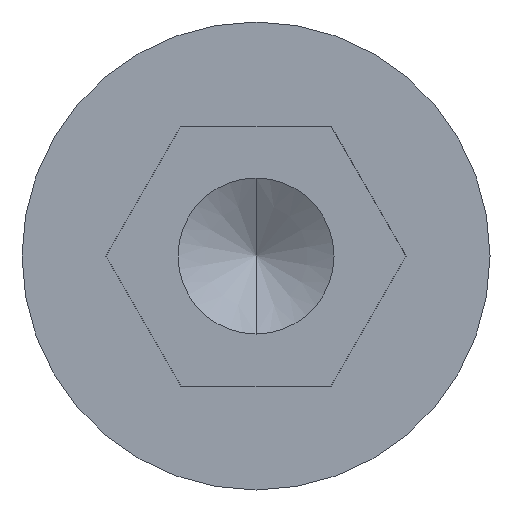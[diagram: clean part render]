
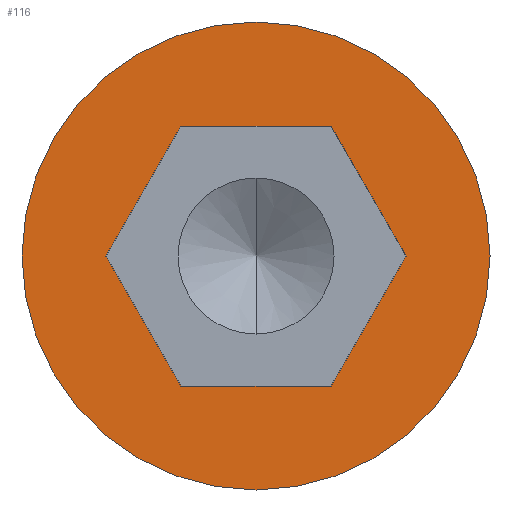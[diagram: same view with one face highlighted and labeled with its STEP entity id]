
A CAD part, left-side view. The second image highlights one B-rep face of the part: STEP entity #116.
In plain terms, the highlighted planar face has unit normal (-1, 0, 0).
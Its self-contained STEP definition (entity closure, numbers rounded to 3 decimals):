
#15 = ORIENTED_EDGE ( 'NONE', *, *, #520, .F. ) ;
#16 = DIRECTION ( 'NONE',  ( 0., 1., 0. ) ) ;
#28 = AXIS2_PLACEMENT_3D ( 'NONE', #105, #151, #482 ) ;
#33 = VERTEX_POINT ( 'NONE', #327 ) ;
#57 = CARTESIAN_POINT ( 'NONE',  ( -7.5, -2.887, -5. ) ) ;
#59 = DIRECTION ( 'NONE',  ( 1., 0., 0. ) ) ;
#63 = LINE ( 'NONE', #305, #439 ) ;
#72 = ORIENTED_EDGE ( 'NONE', *, *, #291, .F. ) ;
#81 = DIRECTION ( 'NONE',  ( 0., -1., 0. ) ) ;
#84 = EDGE_LOOP ( 'NONE', ( #15, #518, #135, #94, #72, #445 ) ) ;
#94 = ORIENTED_EDGE ( 'NONE', *, *, #365, .F. ) ;
#97 = LINE ( 'NONE', #200, #402 ) ;
#105 = CARTESIAN_POINT ( 'NONE',  ( -7.5, 0., 0. ) ) ;
#112 = CARTESIAN_POINT ( 'NONE',  ( -7.5, -5.774, 0. ) ) ;
#116 = ADVANCED_FACE ( 'NONE', ( #238, #582 ), #430, .F. ) ;
#126 = CARTESIAN_POINT ( 'NONE',  ( -7.5, 2.887, 5. ) ) ;
#134 = VECTOR ( 'NONE', #81, 1000. ) ;
#135 = ORIENTED_EDGE ( 'NONE', *, *, #280, .F. ) ;
#148 = CARTESIAN_POINT ( 'NONE',  ( -7.5, 2.887, -5. ) ) ;
#151 = DIRECTION ( 'NONE',  ( 1., 0., 0. ) ) ;
#198 = EDGE_CURVE ( 'NONE', #616, #469, #63, .T. ) ;
#200 = CARTESIAN_POINT ( 'NONE',  ( -7.5, 0., 5. ) ) ;
#219 = LINE ( 'NONE', #312, #134 ) ;
#229 = ORIENTED_EDGE ( 'NONE', *, *, #470, .F. ) ;
#232 = VERTEX_POINT ( 'NONE', #350 ) ;
#233 = EDGE_LOOP ( 'NONE', ( #307, #229 ) ) ;
#238 = FACE_BOUND ( 'NONE', #84, .T. ) ;
#248 = DIRECTION ( 'NONE',  ( 1., 0., 0. ) ) ;
#263 = DIRECTION ( 'NONE',  ( 0., 0.5, -0.866 ) ) ;
#277 = CIRCLE ( 'NONE', #391, 9. ) ;
#280 = EDGE_CURVE ( 'NONE', #372, #616, #219, .T. ) ;
#291 = EDGE_CURVE ( 'NONE', #232, #546, #392, .T. ) ;
#292 = CARTESIAN_POINT ( 'NONE',  ( -7.5, 5.774, 0. ) ) ;
#295 = DIRECTION ( 'NONE',  ( 0., 0., -1. ) ) ;
#298 = AXIS2_PLACEMENT_3D ( 'NONE', #558, #248, #295 ) ;
#305 = CARTESIAN_POINT ( 'NONE',  ( -7.5, -2.887, -5. ) ) ;
#307 = ORIENTED_EDGE ( 'NONE', *, *, #541, .F. ) ;
#309 = CARTESIAN_POINT ( 'NONE',  ( -7.5, 0., -9. ) ) ;
#312 = CARTESIAN_POINT ( 'NONE',  ( -7.5, 0., -5. ) ) ;
#313 = LINE ( 'NONE', #112, #410 ) ;
#321 = VERTEX_POINT ( 'NONE', #309 ) ;
#327 = CARTESIAN_POINT ( 'NONE',  ( -7.5, -2.887, 5. ) ) ;
#333 = DIRECTION ( 'NONE',  ( 0., -0.5, -0.866 ) ) ;
#335 = CARTESIAN_POINT ( 'NONE',  ( -7.5, -5.774, 0. ) ) ;
#350 = CARTESIAN_POINT ( 'NONE',  ( -7.5, 2.887, 5. ) ) ;
#365 = EDGE_CURVE ( 'NONE', #546, #372, #503, .T. ) ;
#372 = VERTEX_POINT ( 'NONE', #148 ) ;
#384 = DIRECTION ( 'NONE',  ( 0., -0.5, 0.866 ) ) ;
#385 = CARTESIAN_POINT ( 'NONE',  ( -7.5, 5.774, 0. ) ) ;
#386 = DIRECTION ( 'NONE',  ( 0., 0.5, 0.866 ) ) ;
#391 = AXIS2_PLACEMENT_3D ( 'NONE', #585, #59, #576 ) ;
#392 = LINE ( 'NONE', #126, #511 ) ;
#402 = VECTOR ( 'NONE', #16, 1000. ) ;
#410 = VECTOR ( 'NONE', #386, 1000. ) ;
#418 = VERTEX_POINT ( 'NONE', #531 ) ;
#430 = PLANE ( 'NONE',  #28 ) ;
#439 = VECTOR ( 'NONE', #384, 1000. ) ;
#445 = ORIENTED_EDGE ( 'NONE', *, *, #560, .F. ) ;
#469 = VERTEX_POINT ( 'NONE', #335 ) ;
#470 = EDGE_CURVE ( 'NONE', #418, #321, #498, .T. ) ;
#482 = DIRECTION ( 'NONE',  ( 0., 0., -1. ) ) ;
#489 = VECTOR ( 'NONE', #333, 1000. ) ;
#498 = CIRCLE ( 'NONE', #298, 9. ) ;
#503 = LINE ( 'NONE', #385, #489 ) ;
#511 = VECTOR ( 'NONE', #263, 1000. ) ;
#518 = ORIENTED_EDGE ( 'NONE', *, *, #198, .F. ) ;
#520 = EDGE_CURVE ( 'NONE', #469, #33, #313, .T. ) ;
#531 = CARTESIAN_POINT ( 'NONE',  ( -7.5, 0., 9. ) ) ;
#541 = EDGE_CURVE ( 'NONE', #321, #418, #277, .T. ) ;
#546 = VERTEX_POINT ( 'NONE', #292 ) ;
#558 = CARTESIAN_POINT ( 'NONE',  ( -7.5, 0., 0. ) ) ;
#560 = EDGE_CURVE ( 'NONE', #33, #232, #97, .T. ) ;
#576 = DIRECTION ( 'NONE',  ( 0., 0., -1. ) ) ;
#582 = FACE_OUTER_BOUND ( 'NONE', #233, .T. ) ;
#585 = CARTESIAN_POINT ( 'NONE',  ( -7.5, 0., 0. ) ) ;
#616 = VERTEX_POINT ( 'NONE', #57 ) ;
